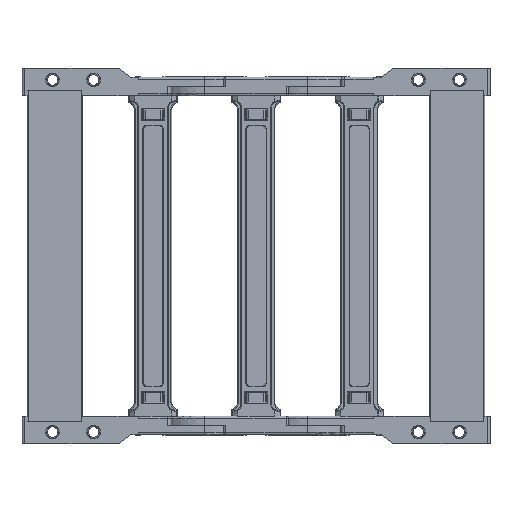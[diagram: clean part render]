
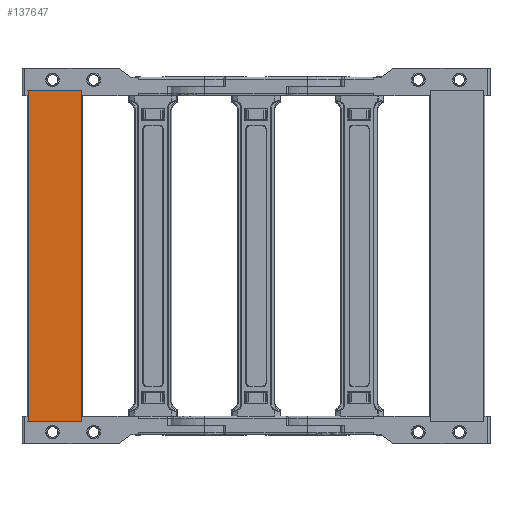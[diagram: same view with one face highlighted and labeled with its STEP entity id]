
A CAD part, front view. The second image highlights one B-rep face of the part: STEP entity #137647.
In plain terms, the highlighted planar face has unit normal (0, -1, 0).
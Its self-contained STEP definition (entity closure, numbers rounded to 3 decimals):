
#3173 = VERTEX_POINT ( 'NONE', #19693 ) ;
#5441 = EDGE_CURVE ( 'NONE', #40037, #3173, #95134, .T. ) ;
#16173 = ORIENTED_EDGE ( 'NONE', *, *, #5441, .F. ) ;
#19693 = CARTESIAN_POINT ( 'NONE',  ( -158.79, 69.874, 146.434 ) ) ;
#20744 = DIRECTION ( 'NONE',  ( -1., 0., 0. ) ) ;
#32831 = VERTEX_POINT ( 'NONE', #91294 ) ;
#33453 = VECTOR ( 'NONE', #154783, 1000. ) ;
#37001 = DIRECTION ( 'NONE',  ( 0., -1., 0. ) ) ;
#37888 = CARTESIAN_POINT ( 'NONE',  ( -129.654, 69.874, 146.434 ) ) ;
#37964 = LINE ( 'NONE', #37888, #33453 ) ;
#40037 = VERTEX_POINT ( 'NONE', #186374 ) ;
#51798 = EDGE_CURVE ( 'NONE', #145336, #3173, #37964, .T. ) ;
#58160 = ORIENTED_EDGE ( 'NONE', *, *, #177692, .T. ) ;
#62250 = AXIS2_PLACEMENT_3D ( 'NONE', #62257, #37001, #20744 ) ;
#62257 = CARTESIAN_POINT ( 'NONE',  ( -129.654, 69.874, -35.166 ) ) ;
#62566 = LINE ( 'NONE', #154473, #109819 ) ;
#65309 = ORIENTED_EDGE ( 'NONE', *, *, #127647, .F. ) ;
#67183 = DIRECTION ( 'NONE',  ( -1., 0., 0. ) ) ;
#67550 = CARTESIAN_POINT ( 'NONE',  ( -129.654, 69.874, 146.434 ) ) ;
#69308 = CARTESIAN_POINT ( 'NONE',  ( -129.654, 69.874, -35.166 ) ) ;
#69903 = DIRECTION ( 'NONE',  ( 0., 0., 1. ) ) ;
#75390 = CARTESIAN_POINT ( 'NONE',  ( -158.79, 69.874, -35.166 ) ) ;
#90551 = PLANE ( 'NONE',  #62250 ) ;
#91294 = CARTESIAN_POINT ( 'NONE',  ( -129.654, 69.874, -35.166 ) ) ;
#94065 = LINE ( 'NONE', #69308, #143407 ) ;
#95134 = LINE ( 'NONE', #75390, #108619 ) ;
#108619 = VECTOR ( 'NONE', #162080, 1000. ) ;
#109819 = VECTOR ( 'NONE', #67183, 1000. ) ;
#124005 = FACE_OUTER_BOUND ( 'NONE', #146288, .T. ) ;
#127647 = EDGE_CURVE ( 'NONE', #32831, #40037, #62566, .T. ) ;
#137647 = ADVANCED_FACE ( 'NONE', ( #124005 ), #90551, .T. ) ;
#143407 = VECTOR ( 'NONE', #69903, 1000. ) ;
#145336 = VERTEX_POINT ( 'NONE', #67550 ) ;
#146288 = EDGE_LOOP ( 'NONE', ( #58160, #171875, #16173, #65309 ) ) ;
#154473 = CARTESIAN_POINT ( 'NONE',  ( -129.654, 69.874, -35.166 ) ) ;
#154783 = DIRECTION ( 'NONE',  ( -1., 0., 0. ) ) ;
#162080 = DIRECTION ( 'NONE',  ( 0., 0., 1. ) ) ;
#171875 = ORIENTED_EDGE ( 'NONE', *, *, #51798, .T. ) ;
#177692 = EDGE_CURVE ( 'NONE', #32831, #145336, #94065, .T. ) ;
#186374 = CARTESIAN_POINT ( 'NONE',  ( -158.79, 69.874, -35.166 ) ) ;
